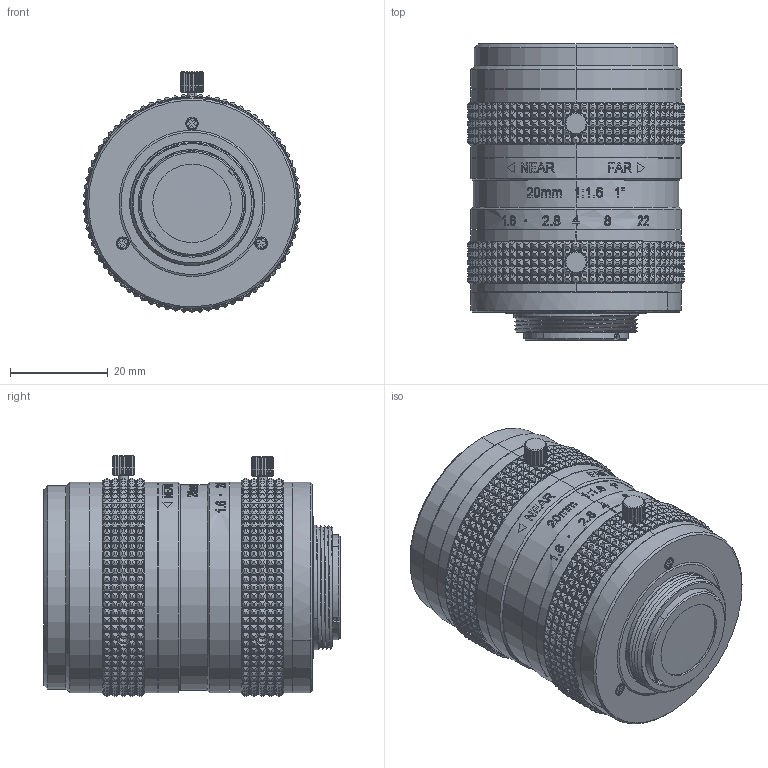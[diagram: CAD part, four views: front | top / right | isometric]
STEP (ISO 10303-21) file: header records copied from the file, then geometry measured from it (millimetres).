
FILE_DESCRIPTION (( 'STEP AP203' ), '1' );
FILE_NAME ('600029.STEP', '2021-08-05T03:38:41', ( '' ), ( '' ), 'SwSTEP 2.0', 'SolidWorks 2020', '' );
FILE_SCHEMA (( 'CONFIG_CONTROL_DESIGN' ));
Products named in the file (1): 600029
Bounding box: 44.5 x 60.45 x 49.15 mm (x, y, z)
Volume: 76203.9 mm3; surface area: 21570 mm2
Topology: 1 solids, 11 shells, 8072 faces, 18401 edges, 11204 vertices
Faces by surface type: plane 5127, cone 1666, cylinder 1074, bspline 205
Entity records: 247019 total; most frequent: CARTESIAN_POINT 70300, ORIENTED_EDGE 36802, DIRECTION 35578, EDGE_CURVE 18401, AXIS2_PLACEMENT_3D 13299, VERTEX_POINT 11204, VECTOR 8980, LINE 8980
